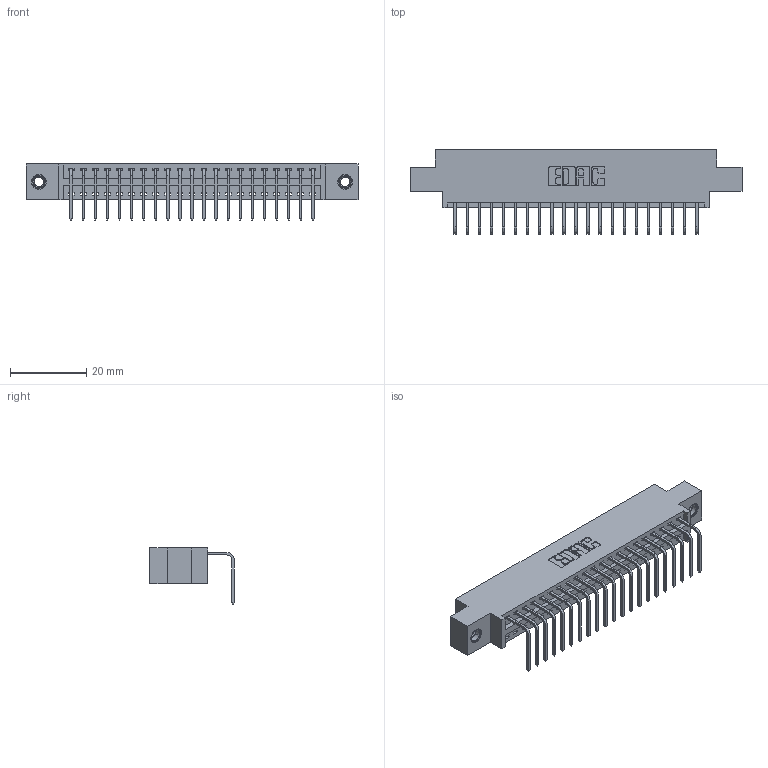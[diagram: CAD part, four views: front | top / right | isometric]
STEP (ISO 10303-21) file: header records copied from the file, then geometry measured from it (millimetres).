
FILE_DESCRIPTION (( 'STEP AP203' ), '1' );
FILE_NAME ('396-021-558-607.STEP', '2019-11-01T06:14:44', ( '' ), ( '' ), 'SwSTEP 2.0', 'SolidWorks 2016', '' );
FILE_SCHEMA (( 'CONFIG_CONTROL_DESIGN' ));
Length unit declared in the file: inch
Products named in the file (4): 396-021-558-607; 346 Part_0.170 Offset - 0.156 Dia-TI; 345-292-001_558 Tail - 2; 345-250-001_345-250-005-103
Assembly tree (24 placements, depth 2):
  396-021-558-607
    346 Part_0.170 Offset - 0.156 Dia-TI
    345-292-001_558 Tail - 2  x21
    345-250-001_345-250-005-103  x2
Bounding box: 87.25 x 22.16 x 14.73 mm (x, y, z)
Volume: 8108.8 mm3; surface area: 10520.8 mm2
Topology: 24 solids, 24 shells, 1446 faces, 4299 edges, 2830 vertices
Faces by surface type: plane 994, cylinder 436, cone 12, torus 4
Entity records: 17262 total; most frequent: CARTESIAN_POINT 2950, ORIENTED_EDGE 2898, DIRECTION 2653, EDGE_CURVE 1449, VECTOR 1213, LINE 1213, VERTEX_POINT 960, AXIS2_PLACEMENT_3D 720
